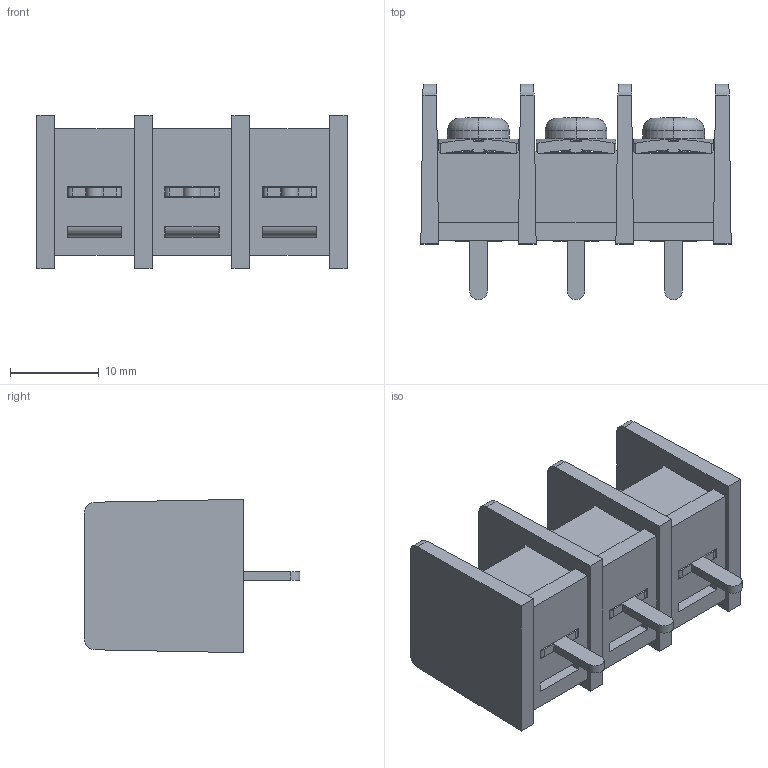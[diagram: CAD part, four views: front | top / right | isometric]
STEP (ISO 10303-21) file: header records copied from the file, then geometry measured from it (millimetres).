
FILE_DESCRIPTION((''),'2;1');
FILE_NAME('ASM0004_ASM','2020-05-28T',('Administrator'),(''),'PRO/ENGINEER BY PARAMETRIC TECHNOLOGY CORPORATION, 2014000','PRO/ENGINEER BY PARAMETRIC TECHNOLOGY CORPORATION, 2014000','');
FILE_SCHEMA(('AUTOMOTIVE_DESIGN { 1 0 10303 214 1 1 1 1 }'));
Length unit declared in the file: millimetre
Products named in the file (1): ASM0004_ASM
Bounding box: 35 x 24.3 x 17.3 mm (x, y, z)
Volume: 4715 mm3; surface area: 7389.6 mm2
Topology: 1 solids, 1 shells, 750 faces, 2275 edges, 1500 vertices
Faces by surface type: plane 531, cylinder 147, cone 48, torus 24
Entity records: 30438 total; most frequent: CARTESIAN_POINT 5923, ORIENTED_EDGE 4550, DIRECTION 3921, EDGE_CURVE 2275, VECTOR 1537, LINE 1537, VERTEX_POINT 1500, AXIS2_PLACEMENT_3D 1192
